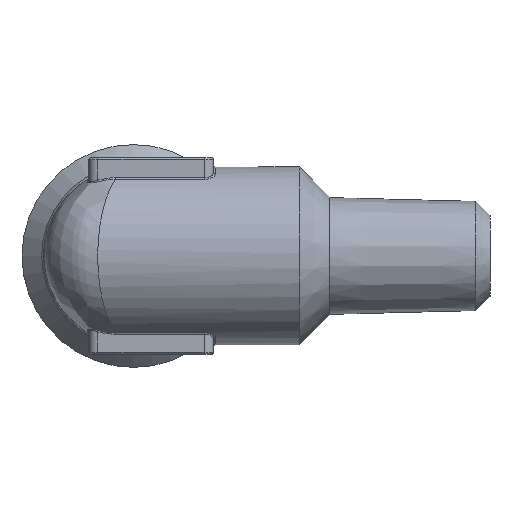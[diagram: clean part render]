
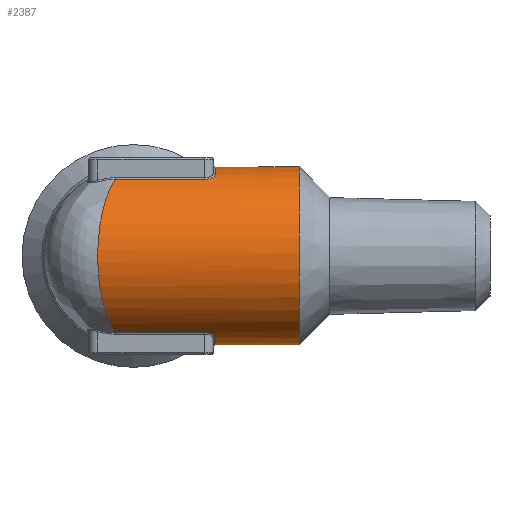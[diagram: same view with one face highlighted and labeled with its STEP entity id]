
A CAD part, left-side view. The second image highlights one B-rep face of the part: STEP entity #2387.
In plain terms, the highlighted cylindrical face has radius 5 mm (diameter 10 mm), a full revolution.
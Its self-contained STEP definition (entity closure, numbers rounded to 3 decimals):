
#57=B_SPLINE_CURVE_WITH_KNOTS('',3,(#3475,#3476,#3477,#3478),
 .UNSPECIFIED.,.F.,.F.,(4,4),(0.,1.),.UNSPECIFIED.);
#61=B_SPLINE_CURVE_WITH_KNOTS('',3,(#3547,#3548,#3549,#3550),
 .UNSPECIFIED.,.F.,.F.,(4,4),(0.,1.),.UNSPECIFIED.);
#65=B_SPLINE_CURVE_WITH_KNOTS('',3,(#3606,#3607,#3608,#3609),
 .UNSPECIFIED.,.F.,.F.,(4,4),(0.,0.),.UNSPECIFIED.);
#80=B_SPLINE_CURVE_WITH_KNOTS('',3,(#3876,#3877,#3878,#3879),
 .UNSPECIFIED.,.F.,.F.,(4,4),(0.,1.),.UNSPECIFIED.);
#83=B_SPLINE_CURVE_WITH_KNOTS('',3,(#3911,#3912,#3913,#3914),
 .UNSPECIFIED.,.F.,.F.,(4,4),(0.,0.),.UNSPECIFIED.);
#85=B_SPLINE_CURVE_WITH_KNOTS('',3,(#3953,#3954,#3955,#3956),
 .UNSPECIFIED.,.F.,.F.,(4,4),(0.,1.),.UNSPECIFIED.);
#86=B_SPLINE_CURVE_WITH_KNOTS('',3,(#4011,#4012,#4013,#4014,#4015,#4016,
#4017,#4018,#4019,#4020,#4021,#4022,#4023,#4024,#4025,#4026,#4027,#4028,
#4029,#4030,#4031,#4032,#4033),.UNSPECIFIED.,.F.,.F.,(4,1,1,1,1,1,1,1,1,
1,1,1,1,1,1,1,1,1,1,1,4),(0.,0.063,0.094,0.125,0.156,0.188,0.25,0.313,
0.375,0.438,0.5,0.563,0.625,0.688,0.75,0.813,0.844,0.875,0.906,
0.938,1.),.UNSPECIFIED.);
#88=B_SPLINE_CURVE_WITH_KNOTS('',3,(#4185,#4186,#4187,#4188,#4189,#4190,
#4191,#4192,#4193,#4194,#4195,#4196,#4197,#4198,#4199,#4200,#4201,#4202,
#4203,#4204,#4205,#4206,#4207),.UNSPECIFIED.,.F.,.F.,(4,1,1,1,1,1,1,1,1,
1,1,1,1,1,1,1,1,1,1,1,4),(0.,0.063,0.094,0.125,0.156,0.188,0.25,0.313,
0.375,0.438,0.5,0.563,0.625,0.688,0.75,0.813,0.844,0.875,0.906,
0.938,1.),.UNSPECIFIED.);
#144=LINE('',#3412,#208);
#148=LINE('',#3585,#212);
#153=LINE('',#3824,#217);
#156=LINE('',#3926,#220);
#208=VECTOR('',#2846,1000.);
#212=VECTOR('',#2876,1000.);
#217=VECTOR('',#2915,1000.);
#220=VECTOR('',#2936,1000.);
#278=CYLINDRICAL_SURFACE('',#2585,5.);
#679=ORIENTED_EDGE('',*,*,#945,.T.);
#680=ORIENTED_EDGE('',*,*,#849,.T.);
#681=ORIENTED_EDGE('',*,*,#843,.T.);
#682=ORIENTED_EDGE('',*,*,#837,.T.);
#683=ORIENTED_EDGE('',*,*,#938,.T.);
#684=ORIENTED_EDGE('',*,*,#893,.T.);
#685=ORIENTED_EDGE('',*,*,#899,.T.);
#686=ORIENTED_EDGE('',*,*,#905,.T.);
#687=ORIENTED_EDGE('',*,*,#911,.T.);
#688=ORIENTED_EDGE('',*,*,#909,.T.);
#689=ORIENTED_EDGE('',*,*,#903,.T.);
#690=ORIENTED_EDGE('',*,*,#912,.T.);
#691=ORIENTED_EDGE('',*,*,#863,.T.);
#692=ORIENTED_EDGE('',*,*,#861,.T.);
#693=ORIENTED_EDGE('',*,*,#855,.T.);
#837=EDGE_CURVE('',#1030,#1026,#144,.T.);
#843=EDGE_CURVE('',#1034,#1030,#57,.T.);
#849=EDGE_CURVE('',#1038,#1034,#1170,.T.);
#855=EDGE_CURVE('',#1042,#1038,#61,.T.);
#861=EDGE_CURVE('',#1046,#1042,#148,.T.);
#863=EDGE_CURVE('',#1045,#1046,#65,.T.);
#893=EDGE_CURVE('',#1065,#1069,#153,.T.);
#899=EDGE_CURVE('',#1069,#1073,#80,.T.);
#903=EDGE_CURVE('',#1074,#1070,#83,.T.);
#905=EDGE_CURVE('',#1073,#1077,#1192,.T.);
#909=EDGE_CURVE('',#1078,#1074,#156,.T.);
#911=EDGE_CURVE('',#1077,#1078,#85,.T.);
#912=EDGE_CURVE('',#1070,#1045,#86,.T.);
#938=EDGE_CURVE('',#1026,#1065,#88,.T.);
#945=EDGE_CURVE('',#1085,#1085,#1200,.T.);
#1026=VERTEX_POINT('',#3391);
#1030=VERTEX_POINT('',#3409);
#1034=VERTEX_POINT('',#3465);
#1038=VERTEX_POINT('',#3487);
#1042=VERTEX_POINT('',#3537);
#1045=VERTEX_POINT('',#3571);
#1046=VERTEX_POINT('',#3582);
#1065=VERTEX_POINT('',#3784);
#1069=VERTEX_POINT('',#3823);
#1070=VERTEX_POINT('',#3845);
#1073=VERTEX_POINT('',#3875);
#1074=VERTEX_POINT('',#3905);
#1077=VERTEX_POINT('',#3918);
#1078=VERTEX_POINT('',#3923);
#1085=VERTEX_POINT('',#4246);
#1170=CIRCLE('',#2519,5.);
#1192=CIRCLE('',#2547,5.);
#1200=CIRCLE('',#2586,5.);
#1312=EDGE_LOOP('',(#679));
#1313=EDGE_LOOP('',(#680,#681,#682,#683,#684,#685,#686,#687,#688,#689,#690,
#691,#692,#693));
#1451=FACE_BOUND('',#1312,.T.);
#1452=FACE_BOUND('',#1313,.T.);
#2387=ADVANCED_FACE('',(#1451,#1452),#278,.T.);
#2519=AXIS2_PLACEMENT_3D('',#3490,#2863,#2864);
#2547=AXIS2_PLACEMENT_3D('',#3919,#2927,#2928);
#2585=AXIS2_PLACEMENT_3D('',#4244,#3029,#3030);
#2586=AXIS2_PLACEMENT_3D('',#4245,#3031,#3032);
#2846=DIRECTION('',(0.,1.,0.));
#2863=DIRECTION('',(0.,-1.,0.));
#2864=DIRECTION('',(-1.,0.,0.));
#2876=DIRECTION('',(0.,-1.,0.));
#2915=DIRECTION('',(0.,-1.,0.));
#2927=DIRECTION('',(0.,-1.,0.));
#2928=DIRECTION('',(-1.,0.,0.));
#2936=DIRECTION('',(0.,1.,0.));
#3029=DIRECTION('',(0.,-1.,0.));
#3030=DIRECTION('',(0.,0.,-1.));
#3031=DIRECTION('',(0.,1.,0.));
#3032=DIRECTION('',(0.,0.,1.));
#3391=CARTESIAN_POINT('',(-2.549,1.02,4.301));
#3409=CARTESIAN_POINT('',(-2.549,-4.,4.301));
#3412=CARTESIAN_POINT('',(-2.549,14.142,4.301));
#3465=CARTESIAN_POINT('',(-1.961,-4.6,4.599));
#3475=CARTESIAN_POINT('',(-1.961,-4.6,4.599));
#3476=CARTESIAN_POINT('',(-2.267,-4.6,4.469));
#3477=CARTESIAN_POINT('',(-2.549,-4.332,4.302));
#3478=CARTESIAN_POINT('',(-2.549,-4.,4.301));
#3487=CARTESIAN_POINT('',(1.961,-4.6,4.599));
#3490=CARTESIAN_POINT('',(0.,-4.6,0.));
#3537=CARTESIAN_POINT('',(2.549,-4.,4.301));
#3547=CARTESIAN_POINT('',(2.549,-4.,4.301));
#3548=CARTESIAN_POINT('',(2.549,-4.326,4.302));
#3549=CARTESIAN_POINT('',(2.266,-4.6,4.469));
#3550=CARTESIAN_POINT('',(1.961,-4.6,4.599));
#3571=CARTESIAN_POINT('',(2.582,-2.84,4.282));
#3582=CARTESIAN_POINT('',(2.549,-3.,4.301));
#3585=CARTESIAN_POINT('',(2.549,14.142,4.301));
#3606=CARTESIAN_POINT('',(2.582,-2.84,4.282));
#3607=CARTESIAN_POINT('',(2.56,-2.89,4.295));
#3608=CARTESIAN_POINT('',(2.549,-2.944,4.301));
#3609=CARTESIAN_POINT('',(2.549,-3.,4.301));
#3784=CARTESIAN_POINT('',(-2.549,1.02,-4.301));
#3823=CARTESIAN_POINT('',(-2.549,-4.,-4.301));
#3824=CARTESIAN_POINT('',(-2.549,14.142,-4.301));
#3845=CARTESIAN_POINT('',(2.582,-2.84,-4.282));
#3875=CARTESIAN_POINT('',(-1.961,-4.6,-4.599));
#3876=CARTESIAN_POINT('',(-2.549,-4.,-4.301));
#3877=CARTESIAN_POINT('',(-2.549,-4.326,-4.302));
#3878=CARTESIAN_POINT('',(-2.266,-4.6,-4.469));
#3879=CARTESIAN_POINT('',(-1.961,-4.6,-4.599));
#3905=CARTESIAN_POINT('',(2.549,-3.,-4.301));
#3911=CARTESIAN_POINT('',(2.549,-3.,-4.301));
#3912=CARTESIAN_POINT('',(2.549,-2.944,-4.301));
#3913=CARTESIAN_POINT('',(2.56,-2.89,-4.295));
#3914=CARTESIAN_POINT('',(2.582,-2.84,-4.282));
#3918=CARTESIAN_POINT('',(1.961,-4.6,-4.599));
#3919=CARTESIAN_POINT('',(0.,-4.6,0.));
#3923=CARTESIAN_POINT('',(2.549,-4.,-4.301));
#3926=CARTESIAN_POINT('',(2.549,14.142,-4.301));
#3953=CARTESIAN_POINT('',(1.961,-4.6,-4.599));
#3954=CARTESIAN_POINT('',(2.267,-4.6,-4.469));
#3955=CARTESIAN_POINT('',(2.549,-4.332,-4.302));
#3956=CARTESIAN_POINT('',(2.549,-4.,-4.301));
#4011=CARTESIAN_POINT('',(2.582,-2.84,-4.282));
#4012=CARTESIAN_POINT('',(2.752,-3.027,-4.179));
#4013=CARTESIAN_POINT('',(2.99,-3.288,-4.016));
#4014=CARTESIAN_POINT('',(3.283,-3.611,-3.774));
#4015=CARTESIAN_POINT('',(3.47,-3.817,-3.604));
#4016=CARTESIAN_POINT('',(3.708,-4.079,-3.36));
#4017=CARTESIAN_POINT('',(3.979,-4.376,-3.039));
#4018=CARTESIAN_POINT('',(4.263,-4.689,-2.641));
#4019=CARTESIAN_POINT('',(4.596,-5.056,-2.007));
#4020=CARTESIAN_POINT('',(4.815,-5.297,-1.401));
#4021=CARTESIAN_POINT('',(4.969,-5.466,-0.695));
#4022=CARTESIAN_POINT('',(5.015,-5.517,0.));
#4023=CARTESIAN_POINT('',(4.969,-5.466,0.695));
#4024=CARTESIAN_POINT('',(4.815,-5.297,1.401));
#4025=CARTESIAN_POINT('',(4.596,-5.056,2.007));
#4026=CARTESIAN_POINT('',(4.263,-4.689,2.641));
#4027=CARTESIAN_POINT('',(3.979,-4.376,3.039));
#4028=CARTESIAN_POINT('',(3.708,-4.079,3.36));
#4029=CARTESIAN_POINT('',(3.47,-3.817,3.604));
#4030=CARTESIAN_POINT('',(3.283,-3.611,3.774));
#4031=CARTESIAN_POINT('',(2.99,-3.288,4.016));
#4032=CARTESIAN_POINT('',(2.752,-3.027,4.179));
#4033=CARTESIAN_POINT('',(2.582,-2.84,4.282));
#4185=CARTESIAN_POINT('',(-2.549,1.02,4.301));
#4186=CARTESIAN_POINT('',(-2.721,1.088,4.2));
#4187=CARTESIAN_POINT('',(-2.961,1.184,4.037));
#4188=CARTESIAN_POINT('',(-3.258,1.303,3.796));
#4189=CARTESIAN_POINT('',(-3.447,1.379,3.626));
#4190=CARTESIAN_POINT('',(-3.688,1.475,3.382));
#4191=CARTESIAN_POINT('',(-3.962,1.585,3.061));
#4192=CARTESIAN_POINT('',(-4.25,1.7,2.662));
#4193=CARTESIAN_POINT('',(-4.59,1.836,2.024));
#4194=CARTESIAN_POINT('',(-4.812,1.925,1.413));
#4195=CARTESIAN_POINT('',(-4.969,1.987,0.701));
#4196=CARTESIAN_POINT('',(-5.016,2.006,0.));
#4197=CARTESIAN_POINT('',(-4.969,1.987,-0.701));
#4198=CARTESIAN_POINT('',(-4.812,1.925,-1.413));
#4199=CARTESIAN_POINT('',(-4.59,1.836,-2.023));
#4200=CARTESIAN_POINT('',(-4.25,1.7,-2.662));
#4201=CARTESIAN_POINT('',(-3.962,1.585,-3.061));
#4202=CARTESIAN_POINT('',(-3.688,1.475,-3.382));
#4203=CARTESIAN_POINT('',(-3.447,1.379,-3.626));
#4204=CARTESIAN_POINT('',(-3.258,1.303,-3.796));
#4205=CARTESIAN_POINT('',(-2.961,1.184,-4.037));
#4206=CARTESIAN_POINT('',(-2.721,1.088,-4.2));
#4207=CARTESIAN_POINT('',(-2.549,1.02,-4.301));
#4244=CARTESIAN_POINT('',(0.,14.142,0.));
#4245=CARTESIAN_POINT('',(0.,-9.3,0.));
#4246=CARTESIAN_POINT('',(0.,-9.3,5.));
